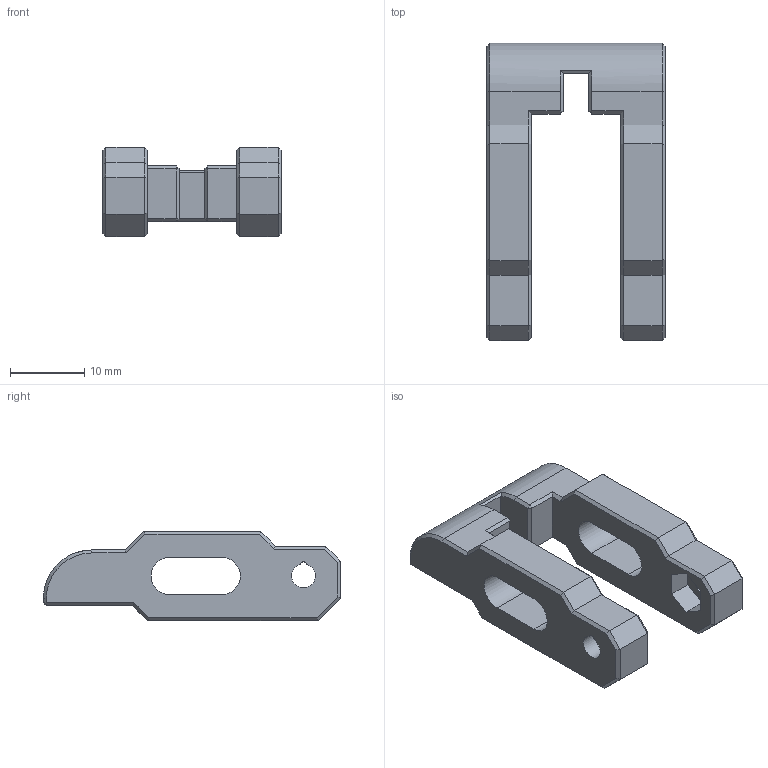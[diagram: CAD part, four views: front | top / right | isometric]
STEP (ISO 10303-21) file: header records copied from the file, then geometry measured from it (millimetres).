
FILE_DESCRIPTION(('FreeCAD Model'),'2;1');
FILE_NAME('arm.step','2020-04-13T20:30:11',('Author'),(''), 'Open CASCADE STEP processor 7.3','FreeCAD','Unknown');
FILE_SCHEMA(('AUTOMOTIVE_DESIGN { 1 0 10303 214 1 1 1 1 }'));
Length unit declared in the file: millimetre
Products named in the file (1): arm-rev-7
Bounding box: 24 x 40 x 12 mm (x, y, z)
Volume: 4369.3 mm3; surface area: 3163.6 mm2
Topology: 1 solids, 1 shells, 129 faces, 305 edges, 180 vertices
Faces by surface type: plane 114, cylinder 11, cone 4
Entity records: 8500 total; most frequent: CARTESIAN_POINT 1391, DIRECTION 1148, LINE 819, VECTOR 819, ORIENTED_EDGE 610, PCURVE 610, DEFINITIONAL_REPRESENTATION 610, EDGE_CURVE 305
